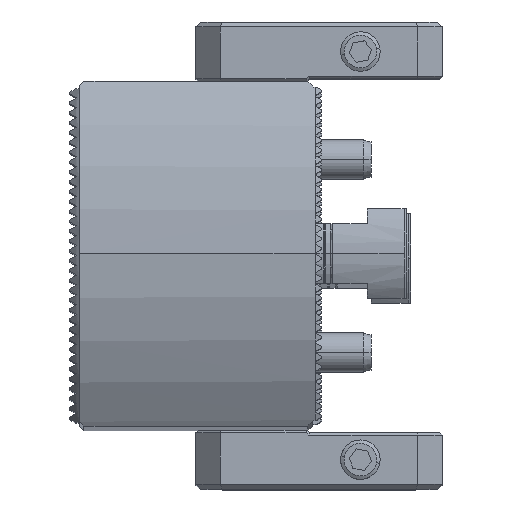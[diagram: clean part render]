
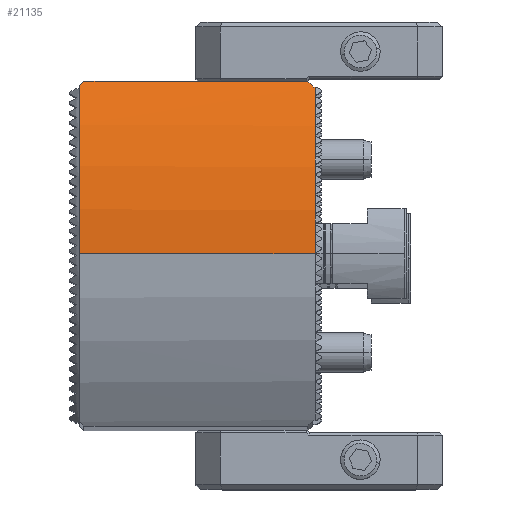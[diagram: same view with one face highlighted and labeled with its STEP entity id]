
A CAD part, top view. The second image highlights one B-rep face of the part: STEP entity #21135.
In plain terms, the highlighted cylindrical face has radius 65 mm (diameter 130 mm), a partial arc.
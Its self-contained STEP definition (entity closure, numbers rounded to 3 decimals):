
#1770 = CARTESIAN_POINT ( 'NONE',  ( 22.7, 35., 279.772 ) ) ;
#2033 = DIRECTION ( 'NONE',  ( -1., 0., 0. ) ) ;
#2210 = CARTESIAN_POINT ( 'NONE',  ( 25.9, 35., 279.772 ) ) ;
#3726 = VERTEX_POINT ( 'NONE', #48656 ) ;
#5171 = EDGE_LOOP ( 'NONE', ( #40974, #44377, #23459, #31590, #49787, #13463, #32989 ) ) ;
#5562 = CARTESIAN_POINT ( 'NONE',  ( -22.991, 34.709, 279.958 ) ) ;
#7297 = CARTESIAN_POINT ( 'NONE',  ( 23.097, 34.603, 280.026 ) ) ;
#7462 = LINE ( 'NONE', #2210, #10178 ) ;
#7860 = AXIS2_PLACEMENT_3D ( 'NONE', #12819, #42918, #17112 ) ;
#8488 = DIRECTION ( 'NONE',  ( -1., 0., 0. ) ) ;
#9794 = FACE_OUTER_BOUND ( 'NONE', #5171, .T. ) ;
#10178 = VECTOR ( 'NONE', #2033, 1000. ) ;
#11415 = CARTESIAN_POINT ( 'NONE',  ( 24.2, 0., 290. ) ) ;
#11604 = CARTESIAN_POINT ( 'NONE',  ( 22.7, 35., 279.772 ) ) ;
#11867 = EDGE_CURVE ( 'NONE', #40405, #51785, #7462, .T. ) ;
#12316 = LINE ( 'NONE', #19555, #14985 ) ;
#12819 = CARTESIAN_POINT ( 'NONE',  ( -23.577, 0., 225. ) ) ;
#13365 = CARTESIAN_POINT ( 'NONE',  ( 25.9, 33.8, 280.521 ) ) ;
#13463 = ORIENTED_EDGE ( 'NONE', *, *, #19484, .T. ) ;
#14182 = CARTESIAN_POINT ( 'NONE',  ( -22.7, 35., 279.772 ) ) ;
#14444 = CARTESIAN_POINT ( 'NONE',  ( -22.7, 35., 279.772 ) ) ;
#14985 = VECTOR ( 'NONE', #8488, 1000. ) ;
#15903 = CARTESIAN_POINT ( 'NONE',  ( 23.9, 33.8, 280.521 ) ) ;
#17112 = DIRECTION ( 'NONE',  ( 0., 0., 1. ) ) ;
#18851 = DIRECTION ( 'NONE',  ( -1., 0., 0. ) ) ;
#19255 = EDGE_CURVE ( 'NONE', #40405, #44872, #51273, .T. ) ;
#19484 = EDGE_CURVE ( 'NONE', #51785, #27521, #50968, .T. ) ;
#19555 = CARTESIAN_POINT ( 'NONE',  ( 25.9, 0., 290. ) ) ;
#20020 = CARTESIAN_POINT ( 'NONE',  ( 23.497, 34.203, 280.276 ) ) ;
#20904 = CARTESIAN_POINT ( 'NONE',  ( 24.2, 0., 225. ) ) ;
#20993 = AXIS2_PLACEMENT_3D ( 'NONE', #20904, #51023, #25239 ) ;
#21135 = ADVANCED_FACE ( 'NONE', ( #9794 ), #41431, .T. ) ;
#23459 = ORIENTED_EDGE ( 'NONE', *, *, #38372, .F. ) ;
#23652 = CIRCLE ( 'NONE', #20993, 65. ) ;
#24194 = EDGE_CURVE ( 'NONE', #44988, #33287, #23652, .T. ) ;
#25239 = DIRECTION ( 'NONE',  ( 0., 0., -1. ) ) ;
#26200 = CIRCLE ( 'NONE', #7860, 65. ) ;
#27521 = VERTEX_POINT ( 'NONE', #41787 ) ;
#28520 = VECTOR ( 'NONE', #35138, 1000. ) ;
#30028 = EDGE_CURVE ( 'NONE', #3726, #27521, #26200, .T. ) ;
#31590 = ORIENTED_EDGE ( 'NONE', *, *, #19255, .F. ) ;
#32989 = ORIENTED_EDGE ( 'NONE', *, *, #30028, .F. ) ;
#33287 = VERTEX_POINT ( 'NONE', #49400 ) ;
#35138 = DIRECTION ( 'NONE',  ( 1., 0., 0. ) ) ;
#38372 = EDGE_CURVE ( 'NONE', #44872, #33287, #52779, .T. ) ;
#39580 = EDGE_CURVE ( 'NONE', #44988, #3726, #12316, .T. ) ;
#39766 = CARTESIAN_POINT ( 'NONE',  ( -23.283, 34.417, 280.142 ) ) ;
#40405 = VERTEX_POINT ( 'NONE', #1770 ) ;
#40964 = CARTESIAN_POINT ( 'NONE',  ( 23.9, 33.8, 280.521 ) ) ;
#40974 = ORIENTED_EDGE ( 'NONE', *, *, #39580, .F. ) ;
#41431 = CYLINDRICAL_SURFACE ( 'NONE', #50848, 65. ) ;
#41787 = CARTESIAN_POINT ( 'NONE',  ( -23.577, 34.123, 280.323 ) ) ;
#42918 = DIRECTION ( 'NONE',  ( -1., 0., 0. ) ) ;
#44321 = CARTESIAN_POINT ( 'NONE',  ( -23.577, 34.123, 280.323 ) ) ;
#44377 = ORIENTED_EDGE ( 'NONE', *, *, #24194, .T. ) ;
#44687 = CARTESIAN_POINT ( 'NONE',  ( 25.9, 0., 225. ) ) ;
#44872 = VERTEX_POINT ( 'NONE', #40964 ) ;
#44988 = VERTEX_POINT ( 'NONE', #11415 ) ;
#48656 = CARTESIAN_POINT ( 'NONE',  ( -23.577, 0., 290. ) ) ;
#48983 = DIRECTION ( 'NONE',  ( 0., 0., 1. ) ) ;
#49400 = CARTESIAN_POINT ( 'NONE',  ( 24.2, 33.8, 280.521 ) ) ;
#49787 = ORIENTED_EDGE ( 'NONE', *, *, #11867, .T. ) ;
#50848 = AXIS2_PLACEMENT_3D ( 'NONE', #44687, #18851, #48983 ) ;
#50968 =( BOUNDED_CURVE ( )  B_SPLINE_CURVE ( 3, ( #14182, #5562, #39766, #44321 ),
 .UNSPECIFIED., .F., .F. ) 
 B_SPLINE_CURVE_WITH_KNOTS ( ( 4, 4 ),
 ( 4.144, 4.16 ),
 .UNSPECIFIED. ) 
 CURVE ( )  GEOMETRIC_REPRESENTATION_ITEM ( )  RATIONAL_B_SPLINE_CURVE ( ( 1., 1., 1., 1. ) ) 
 REPRESENTATION_ITEM ( '' )  );
#51023 = DIRECTION ( 'NONE',  ( -1., 0., 0. ) ) ;
#51273 =( BOUNDED_CURVE ( )  B_SPLINE_CURVE ( 3, ( #11604, #7297, #20020, #15903 ),
 .UNSPECIFIED., .F., .F. ) 
 B_SPLINE_CURVE_WITH_KNOTS ( ( 4, 4 ),
 ( 1.002, 1.024 ),
 .UNSPECIFIED. ) 
 CURVE ( )  GEOMETRIC_REPRESENTATION_ITEM ( )  RATIONAL_B_SPLINE_CURVE ( ( 1., 1., 1., 1. ) ) 
 REPRESENTATION_ITEM ( '' )  );
#51785 = VERTEX_POINT ( 'NONE', #14444 ) ;
#52779 = LINE ( 'NONE', #13365, #28520 ) ;
